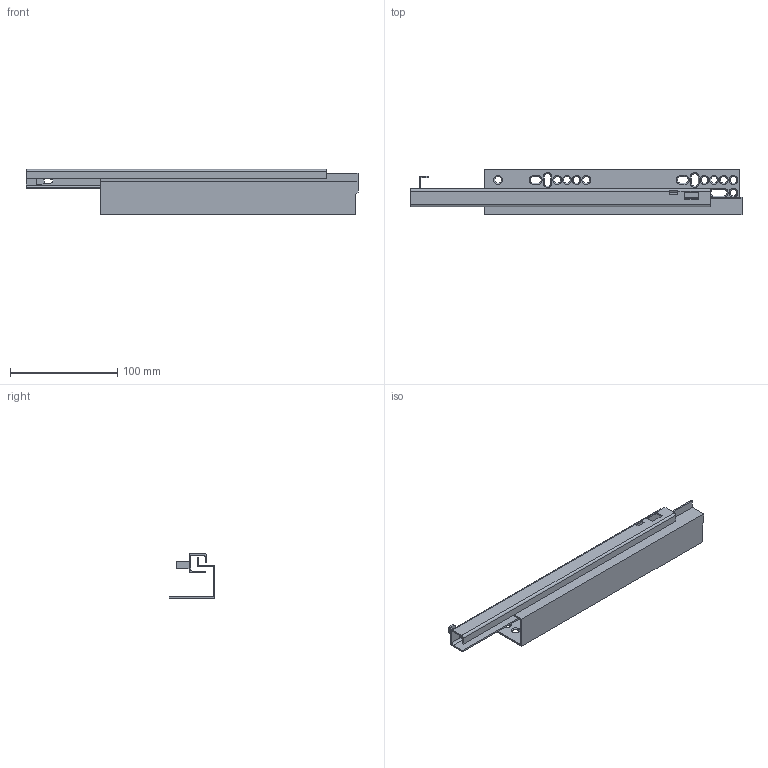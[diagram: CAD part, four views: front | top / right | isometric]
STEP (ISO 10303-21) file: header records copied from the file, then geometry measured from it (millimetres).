
FILE_DESCRIPTION (( 'STEP AP214' ), '1' );
FILE_NAME ('F000282_CLOSED_RIGHT_3D.step', '2023-02-22T12:45:28', ( '' ), ( '' ), 'SwSTEP 2.0', 'SolidWorks 2020', '' );
FILE_SCHEMA (( 'AUTOMOTIVE_DESIGN' ));
Length unit declared in the file: millimetre
Products named in the file (3): F000282_CLOSED_RIGHT_3D; NU31-300-VNITRNI_PRAVY; NU31-300-VNEJSI-PRAVY
Assembly tree (2 placements, depth 2):
  F000282_CLOSED_RIGHT_3D
    NU31-300-VNEJSI-PRAVY
    NU31-300-VNITRNI_PRAVY
Bounding box: 309 x 42.5 x 42 mm (x, y, z)
Volume: 54740.1 mm3; surface area: 75137.6 mm2
Topology: 2 solids, 2 shells, 172 faces, 460 edges, 288 vertices
Faces by surface type: plane 77, cylinder 51, cone 44
Entity records: 5542 total; most frequent: DIRECTION 966, CARTESIAN_POINT 935, ORIENTED_EDGE 920, EDGE_CURVE 460, AXIS2_PLACEMENT_3D 331, VECTOR 304, LINE 304, VERTEX_POINT 288
